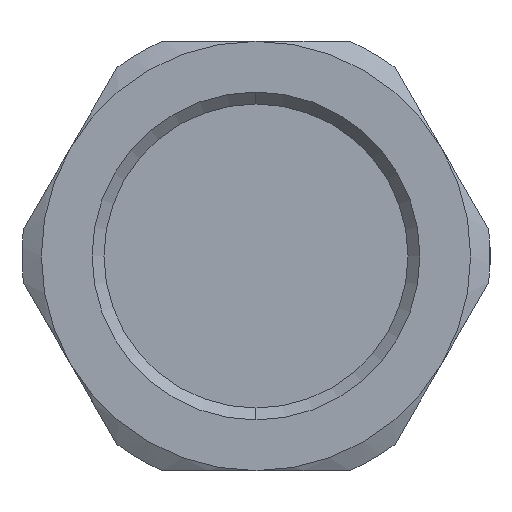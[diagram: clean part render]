
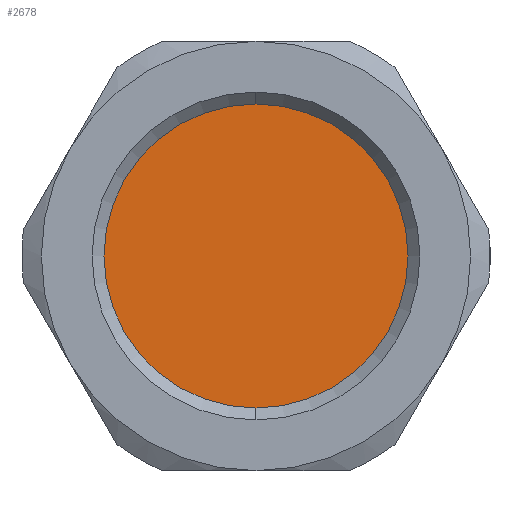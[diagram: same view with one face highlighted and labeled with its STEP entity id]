
A CAD part, left-side view. The second image highlights one B-rep face of the part: STEP entity #2678.
In plain terms, the highlighted planar face has unit normal (-1, 0, 0).
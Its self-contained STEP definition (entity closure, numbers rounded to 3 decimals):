
#152 = ORIENTED_EDGE ( 'NONE', *, *, #2281, .F. ) ;
#153 = ORIENTED_EDGE ( 'NONE', *, *, #2066, .F. ) ;
#504 = EDGE_LOOP ( 'NONE', ( #152, #153 ) ) ;
#676 = CIRCLE ( 'NONE', #2386, 19.476 ) ;
#707 = CIRCLE ( 'NONE', #2499, 19.476 ) ;
#787 = FACE_OUTER_BOUND ( 'NONE', #504, .T. ) ;
#1399 = PLANE ( 'NONE',  #2540 ) ;
#1400 = CARTESIAN_POINT ( 'NONE',  ( -51.959, 0., 0. ) ) ;
#1401 = DIRECTION ( 'NONE',  ( 1., 0., 0. ) ) ;
#1402 = DIRECTION ( 'NONE',  ( 0., 0., -1. ) ) ;
#1908 = CARTESIAN_POINT ( 'NONE',  ( -51.959, 0., 19.476 ) ) ;
#1915 = CARTESIAN_POINT ( 'NONE',  ( -51.959, 0., -19.476 ) ) ;
#2066 = EDGE_CURVE ( 'NONE', #3017, #3024, #676, .T. ) ;
#2281 = EDGE_CURVE ( 'NONE', #3024, #3017, #707, .T. ) ;
#2386 = AXIS2_PLACEMENT_3D ( 'NONE', #3198, #3199, #3200 ) ;
#2499 = AXIS2_PLACEMENT_3D ( 'NONE', #3842, #3843, #3844 ) ;
#2540 = AXIS2_PLACEMENT_3D ( 'NONE', #1400, #1401, #1402 ) ;
#2678 = ADVANCED_FACE ( 'NONE', ( #787 ), #1399, .F. ) ;
#3017 = VERTEX_POINT ( 'NONE', #1908 ) ;
#3024 = VERTEX_POINT ( 'NONE', #1915 ) ;
#3198 = CARTESIAN_POINT ( 'NONE',  ( -51.959, 0., 0. ) ) ;
#3199 = DIRECTION ( 'NONE',  ( 1., 0., 0. ) ) ;
#3200 = DIRECTION ( 'NONE',  ( 0., 0., -1. ) ) ;
#3842 = CARTESIAN_POINT ( 'NONE',  ( -51.959, 0., 0. ) ) ;
#3843 = DIRECTION ( 'NONE',  ( 1., 0., 0. ) ) ;
#3844 = DIRECTION ( 'NONE',  ( 0., 0., -1. ) ) ;
